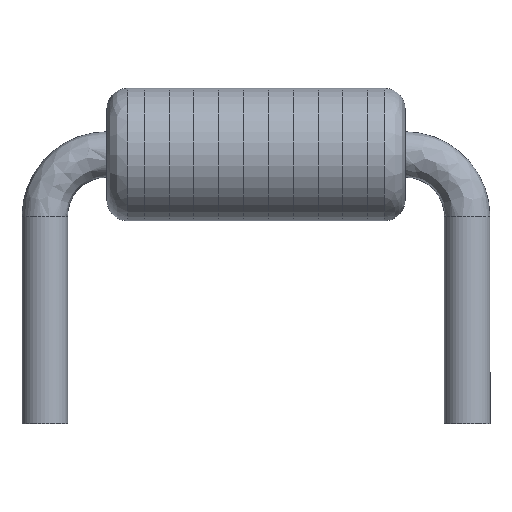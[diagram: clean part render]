
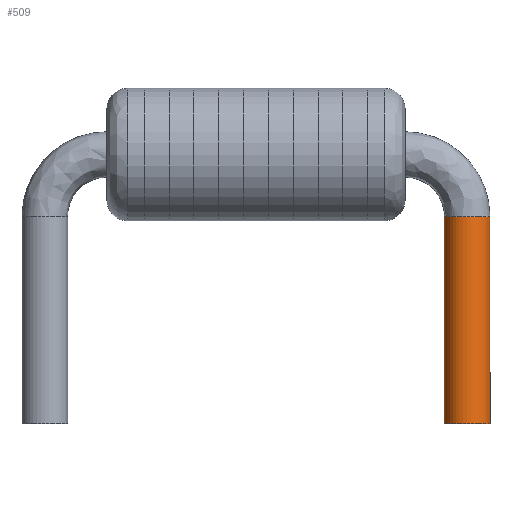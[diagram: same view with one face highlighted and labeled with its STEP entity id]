
A CAD part, front view. The second image highlights one B-rep face of the part: STEP entity #509.
In plain terms, the highlighted cylindrical face has radius 0.275 mm (diameter 0.55 mm), a partial arc.
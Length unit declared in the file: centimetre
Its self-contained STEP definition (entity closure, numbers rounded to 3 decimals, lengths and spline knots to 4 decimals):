
#150 = CARTESIAN_POINT ( 'NONE',  ( 0.075, -0.075, 0. ) ) ;
#170 = VECTOR ( 'NONE', #1957, 100. ) ;
#284 = CARTESIAN_POINT ( 'NONE',  ( 0.1025, -0.075, 0. ) ) ;
#416 = CARTESIAN_POINT ( 'NONE',  ( 0.075, -0.325, 0. ) ) ;
#509 = ADVANCED_FACE ( 'NONE', ( #1517 ), #1415, .T. ) ;
#593 = CIRCLE ( 'NONE', #1895, 0.0275 ) ;
#602 = AXIS2_PLACEMENT_3D ( 'NONE', #785, #1578, #2323 ) ;
#700 = CARTESIAN_POINT ( 'NONE',  ( 0.0475, -0.075, 0. ) ) ;
#711 = CARTESIAN_POINT ( 'NONE',  ( 0.1025, -0.075, 0. ) ) ;
#785 = CARTESIAN_POINT ( 'NONE',  ( 0.075, -0.075, 0. ) ) ;
#814 = EDGE_CURVE ( 'NONE', #1133, #860, #593, .T. ) ;
#860 = VERTEX_POINT ( 'NONE', #1430 ) ;
#905 = CARTESIAN_POINT ( 'NONE',  ( 0.0475, -0.075, 0. ) ) ;
#913 = DIRECTION ( 'NONE',  ( 1., 0., 0. ) ) ;
#1066 = LINE ( 'NONE', #700, #2298 ) ;
#1114 = EDGE_CURVE ( 'NONE', #1622, #1133, #1066, .T. ) ;
#1133 = VERTEX_POINT ( 'NONE', #2200 ) ;
#1192 = CIRCLE ( 'NONE', #602, 0.0275 ) ;
#1248 = LINE ( 'NONE', #284, #170 ) ;
#1331 = ORIENTED_EDGE ( 'NONE', *, *, #1836, .F. ) ;
#1415 = CYLINDRICAL_SURFACE ( 'NONE', #2236, 0.0275 ) ;
#1430 = CARTESIAN_POINT ( 'NONE',  ( 0.1025, -0.325, 0. ) ) ;
#1517 = FACE_OUTER_BOUND ( 'NONE', #2230, .T. ) ;
#1520 = ORIENTED_EDGE ( 'NONE', *, *, #1555, .T. ) ;
#1555 = EDGE_CURVE ( 'NONE', #1985, #1622, #1192, .T. ) ;
#1578 = DIRECTION ( 'NONE',  ( 0., -1., 0. ) ) ;
#1622 = VERTEX_POINT ( 'NONE', #905 ) ;
#1701 = DIRECTION ( 'NONE',  ( 0., -1., 0. ) ) ;
#1729 = DIRECTION ( 'NONE',  ( 0., 1., 0. ) ) ;
#1801 = ORIENTED_EDGE ( 'NONE', *, *, #1114, .T. ) ;
#1836 = EDGE_CURVE ( 'NONE', #1985, #860, #1248, .T. ) ;
#1850 = ORIENTED_EDGE ( 'NONE', *, *, #814, .T. ) ;
#1893 = DIRECTION ( 'NONE',  ( 1., 0., 0. ) ) ;
#1895 = AXIS2_PLACEMENT_3D ( 'NONE', #416, #1729, #1893 ) ;
#1957 = DIRECTION ( 'NONE',  ( 0., -1., 0. ) ) ;
#1985 = VERTEX_POINT ( 'NONE', #711 ) ;
#2022 = DIRECTION ( 'NONE',  ( 0., -1., 0. ) ) ;
#2200 = CARTESIAN_POINT ( 'NONE',  ( 0.0475, -0.325, 0. ) ) ;
#2230 = EDGE_LOOP ( 'NONE', ( #1520, #1801, #1850, #1331 ) ) ;
#2236 = AXIS2_PLACEMENT_3D ( 'NONE', #150, #1701, #913 ) ;
#2298 = VECTOR ( 'NONE', #2022, 100. ) ;
#2323 = DIRECTION ( 'NONE',  ( 1., 0., 0. ) ) ;
